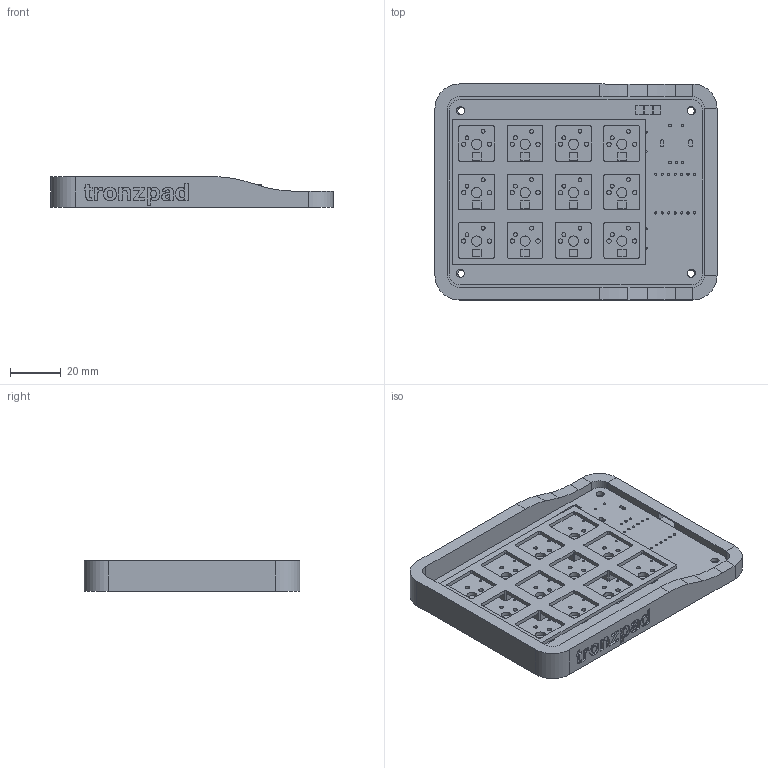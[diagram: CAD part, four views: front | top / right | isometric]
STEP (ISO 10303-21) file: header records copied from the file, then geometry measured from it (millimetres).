
FILE_DESCRIPTION(/* description */ ('STEP AP242','CAx-IF Rec.Pracs.---Representation and Presentation of Product Manufacturing Information (PMI)---4.0---2014-10-13','CAx-IF Rec.Pracs.---3D Tessellated Geometry---0.4---2014-09-14','2;1'),/* implementation_level */ '2;1');
FILE_NAME(/* name */ '6869be1fa2775156cb093d3f',/* time_stamp */ '2025-07-06T00:06:56Z',/* author */ (''),/* organization */ (''),/* preprocessor_version */ 'ST-DEVELOPER v20',/* originating_system */ 'ONSHAPE BY PTC INC, 1.200',/* authorisation */ ' ');
FILE_SCHEMA (('AP242_MANAGED_MODEL_BASED_3D_ENGINEERING_MIM_LF { 1 0 10303 442 1 1 4 }'));
Length unit declared in the file: metre
Products named in the file (4): tronzpad 1; Part 1; _autosave-tronzpad_PCB
Assembly tree (3 placements, depth 2):
  tronzpad 1
    Part 1
    Part 1
    _autosave-tronzpad_PCB
Bounding box: 111 x 85 x 12 mm (x, y, z)
Volume: 50898.6 mm3; surface area: 46371.8 mm2
Topology: 3 solids, 3 shells, 559 faces, 1613 edges, 1062 vertices
Faces by surface type: plane 245, cylinder 233, bspline 81
Full cylindrical faces by diameter (mm): 0.8 x24, 0.889 x14, 1 x5, 1.5 x24, 1.7 x24, 2.9 x4, 3.2 x4, 4 x12
Entity records: 18800 total; most frequent: CARTESIAN_POINT 4018, ORIENTED_EDGE 3004, DIRECTION 2770, EDGE_CURVE 1502, VERTEX_POINT 1062, EDGE_LOOP 954, FACE_BOUND 954, AXIS2_PLACEMENT_3D 948
